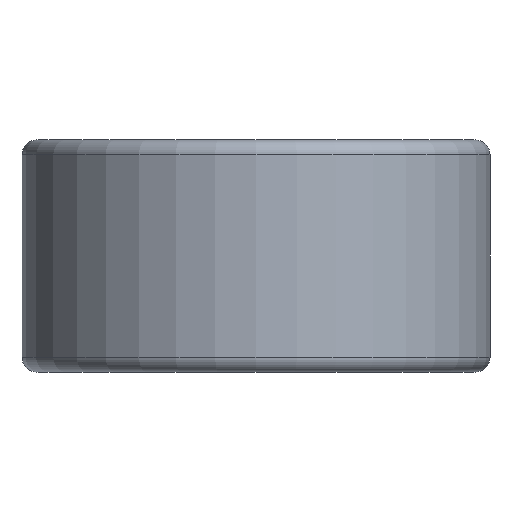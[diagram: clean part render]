
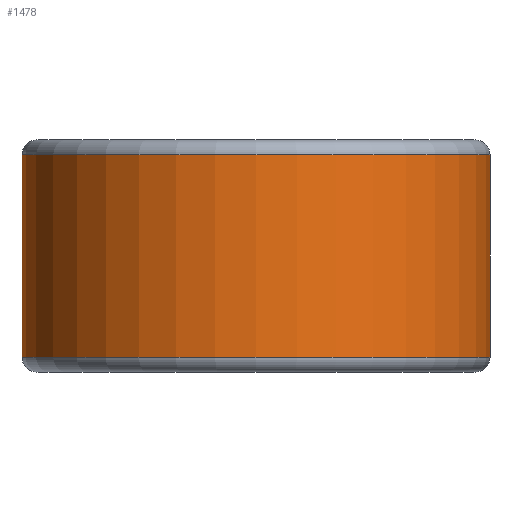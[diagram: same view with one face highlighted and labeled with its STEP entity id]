
A CAD part, front view. The second image highlights one B-rep face of the part: STEP entity #1478.
In plain terms, the highlighted cylindrical face has radius 6.25 mm (diameter 12.5 mm), a partial arc.
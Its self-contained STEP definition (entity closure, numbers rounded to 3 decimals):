
#153=DIRECTION('',(0.,0.,1.));
#154=VECTOR('',#153,5.4);
#155=CARTESIAN_POINT('',(6.25,0.,0.4));
#156=LINE('',#155,#154);
#487=CARTESIAN_POINT('',(0.,0.,5.8));
#488=DIRECTION('',(0.,0.,1.));
#489=DIRECTION('',(-1.,0.,0.));
#490=AXIS2_PLACEMENT_3D('',#487,#488,#489);
#492=CARTESIAN_POINT('',(0.,0.,0.4));
#493=DIRECTION('',(0.,0.,-1.));
#494=DIRECTION('',(1.,0.,0.));
#495=AXIS2_PLACEMENT_3D('',#492,#493,#494);
#497=DIRECTION('',(0.,0.,1.));
#498=VECTOR('',#497,5.4);
#499=CARTESIAN_POINT('',(-6.25,0.,0.4));
#500=LINE('',#499,#498);
#553=CARTESIAN_POINT('',(-6.25,0.,5.8));
#554=CARTESIAN_POINT('',(6.25,0.,5.8));
#555=VERTEX_POINT('',#553);
#556=VERTEX_POINT('',#554);
#561=CARTESIAN_POINT('',(6.25,0.,0.4));
#562=CARTESIAN_POINT('',(-6.25,0.,0.4));
#563=VERTEX_POINT('',#561);
#564=VERTEX_POINT('',#562);
#1467=CARTESIAN_POINT('',(0.,0.,0.));
#1468=DIRECTION('',(0.,0.,1.));
#1469=DIRECTION('',(1.,0.,0.));
#1470=AXIS2_PLACEMENT_3D('',#1467,#1468,#1469);
#1471=CYLINDRICAL_SURFACE('',#1470,6.25);
#1472=ORIENTED_EDGE('',*,*,#1461,.T.);
#1473=ORIENTED_EDGE('',*,*,#615,.F.);
#1474=ORIENTED_EDGE('',*,*,#585,.T.);
#1475=ORIENTED_EDGE('',*,*,#612,.T.);
#1476=EDGE_LOOP('',(#1472,#1473,#1474,#1475));
#1477=FACE_OUTER_BOUND('',#1476,.F.);
#491=CIRCLE('',#490,6.25);
#496=CIRCLE('',#495,6.25);
#585=EDGE_CURVE('',#563,#564,#496,.T.);
#612=EDGE_CURVE('',#564,#555,#500,.T.);
#615=EDGE_CURVE('',#563,#556,#156,.T.);
#1461=EDGE_CURVE('',#555,#556,#491,.T.);
#1478=ADVANCED_FACE('',(#1477),#1471,.T.);
